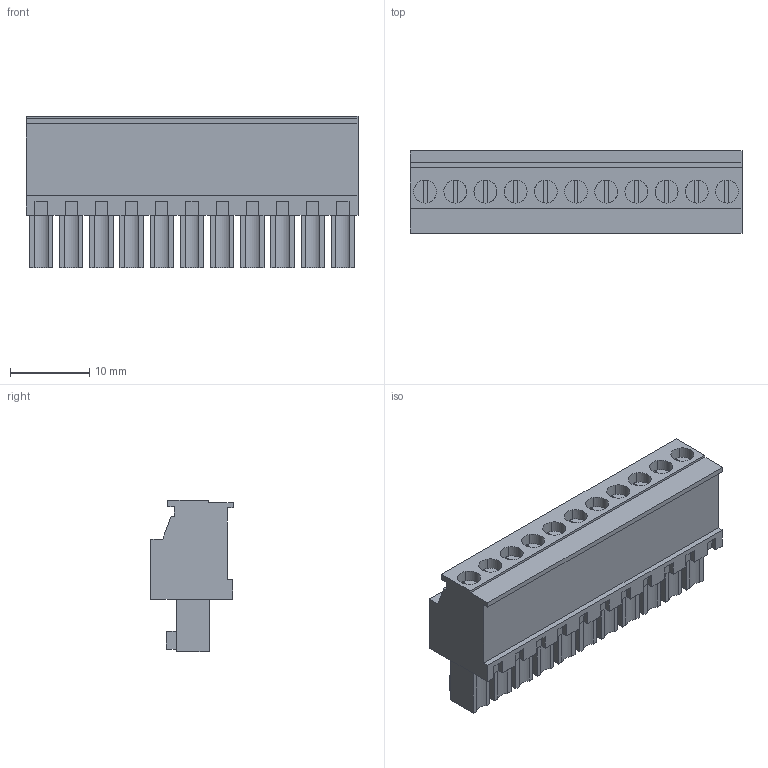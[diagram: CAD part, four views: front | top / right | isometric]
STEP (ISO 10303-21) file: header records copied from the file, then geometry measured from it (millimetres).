
FILE_DESCRIPTION(('CATIA V5 STEP Exchange','CAx-IF Rec.Pracs.--- Model Styling and Organization---1.2---2011-12-15'),'2;1');
FILE_NAME ('D1459646_0_1939920000_1939920000.stp','2017-04-12T07:23:26+00:00',('none'),('Weidmueller'),'CATIA Version 5-6 Release 2014','CATIA V5 STEP AP214','none');
FILE_SCHEMA(('AUTOMOTIVE_DESIGN { 1 0 10303 214 1 1 1 1 }'));
Length unit declared in the file: millimetre
Products named in the file (1): 1939920000
Bounding box: 41.91 x 10.4 x 19.1 mm (x, y, z)
Volume: 5145.2 mm3; surface area: 4228.9 mm2
Topology: 12 solids, 12 shells, 487 faces, 1264 edges, 856 vertices
Faces by surface type: plane 410, cylinder 77
Entity records: 13792 total; most frequent: CARTESIAN_POINT 2545, ORIENTED_EDGE 2528, DIRECTION 1848, EDGE_CURVE 1264, VECTOR 1066, LINE 1066, VERTEX_POINT 856, EDGE_LOOP 542
